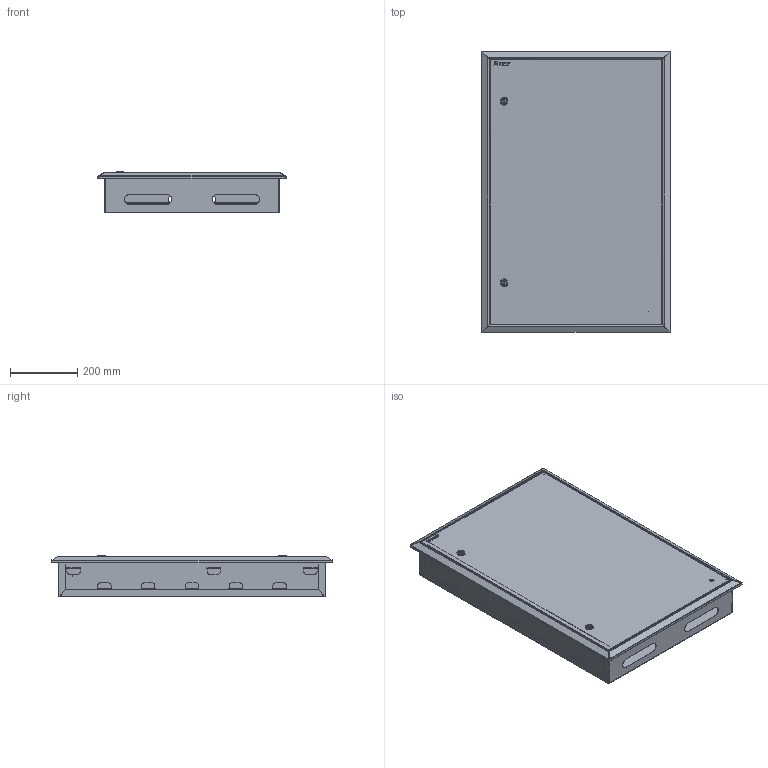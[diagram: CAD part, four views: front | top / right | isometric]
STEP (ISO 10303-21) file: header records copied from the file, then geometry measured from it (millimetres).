
FILE_DESCRIPTION (( 'STEP AP214' ), '1' );
FILE_NAME ('昈-1192.00.00.000 捘.STEP', '2017-09-12T05:20:16', ( 'admin' ), ( '' ), 'SwSTEP 2.0', 'SolidWorks 2017', '' );
FILE_SCHEMA (( 'AUTOMOTIVE_DESIGN' ));
Length unit declared in the file: millimetre
Products named in the file (28): 昈-1192.02.00.000 捘; Òåëî çàìêà; Washer 6402_3_gost_丐ｩ｡ 2 6 ヮ葬 6402-70; Øïèëüêà îìåäíåííàÿ Ì6õ12; cross ph tapping 968_din_Screw DIN 968-ST4.2x13-C-H-N; Ïðîêëàäêà; DIN-謥濋趌L=490 洵; Âíóòðåííåå òåëî çàìêà; 昈-1192.01.01.000 捘; 哏铌; pan head cross recess screw_din_DIN EN ISO 7045 - M4 x 16 - Z - 16N; pan head cross recess screw_din_ISO 7045 - M4 x 6 - Z --- 6N; 昈-1192.02.00.001; 昈-1192.01.01.001; 昈-1192.03.00.001; 昈-1192.01.00.000 捘; Çàìîê ïî÷òîâûé; Ãàéêà; Ïðîêëàäêà ìåòàëëè÷åñêàÿ; Êðîíøòåéí 40õ40; Çàêëåïêà öèëèíäðè÷åñêàÿ Ì4 ÑÒ-Á ñ âíóòðåííåé ðåçüáîé_Œ8; Ïðîêëàäêà ìåòàëëè÷åñêàÿ 2; 昈-1192.01.02.000 捘; 昈-1192.03.00.000 捘; hex flange nut_din_Hexagon Flange Nut DIN 6923 - M6 - N; 呧蜦 3D; 昈-1192.00.00.000 捘; 昈-1192.01.00.001
Assembly tree (68 placements, depth 4):
  昈-1192.00.00.000 捘
    昈-1192.01.00.000 捘
      昈-1192.01.00.001
      昈-1192.01.01.000 捘
        昈-1192.01.01.001
        Êðîíøòåéí 40õ40  x8
      昈-1192.01.02.000 捘
        昈-1192.01.01.001
        Êðîíøòåéí 40õ40  x8
        Øïèëüêà îìåäíåííàÿ Ì6õ12
    昈-1192.02.00.000 捘
      昈-1192.02.00.001
      Øïèëüêà îìåäíåííàÿ Ì6õ12
      Çàêëåïêà öèëèíäðè÷åñêàÿ Ì4 ÑÒ-Á ñ âíóòðåííåé ðåçüáîé_Œ8  x2
      Çàìîê ïî÷òîâûé  x2
        Òåëî çàìêà
        Ïðîêëàäêà ìåòàëëè÷åñêàÿ
        哏铌
        Washer 6402_3_gost_丐ｩ｡ 2 6 ヮ葬 6402-70
        Ïðîêëàäêà
        pan head cross recess screw_din_ISO 7045 - M4 x 6 - Z --- 6N
        Ïðîêëàäêà ìåòàëëè÷åñêàÿ 2
        Ãàéêà
        Âíóòðåííåå òåëî çàìêà
    DIN-謥濋趌L=490 洵  x5
    昈-1192.03.00.000 捘
      昈-1192.03.00.001
      Øïèëüêà îìåäíåííàÿ Ì6õ12
    hex flange nut_din_Hexagon Flange Nut DIN 6923 - M6 - N  x2
    pan head cross recess screw_din_DIN EN ISO 7045 - M4 x 16 - Z - 16N  x2
    cross ph tapping 968_din_Screw DIN 968-ST4.2x13-C-H-N  x16
    呧蜦 3D
Bounding box: 560 x 834 x 124.25 mm (x, y, z)
Volume: 1778538.8 mm3; surface area: 3558785.8 mm2
Topology: 77 solids, 77 shells, 2500 faces, 6401 edges, 4080 vertices
Faces by surface type: plane 1423, cylinder 747, bspline 160, cone 102, sphere 40, torus 28
Entity records: 33938 total; most frequent: CARTESIAN_POINT 9633, ORIENTED_EDGE 4666, DIRECTION 4447, EDGE_CURVE 2333, VECTOR 1549, LINE 1549, VERTEX_POINT 1467, AXIS2_PLACEMENT_3D 1449
